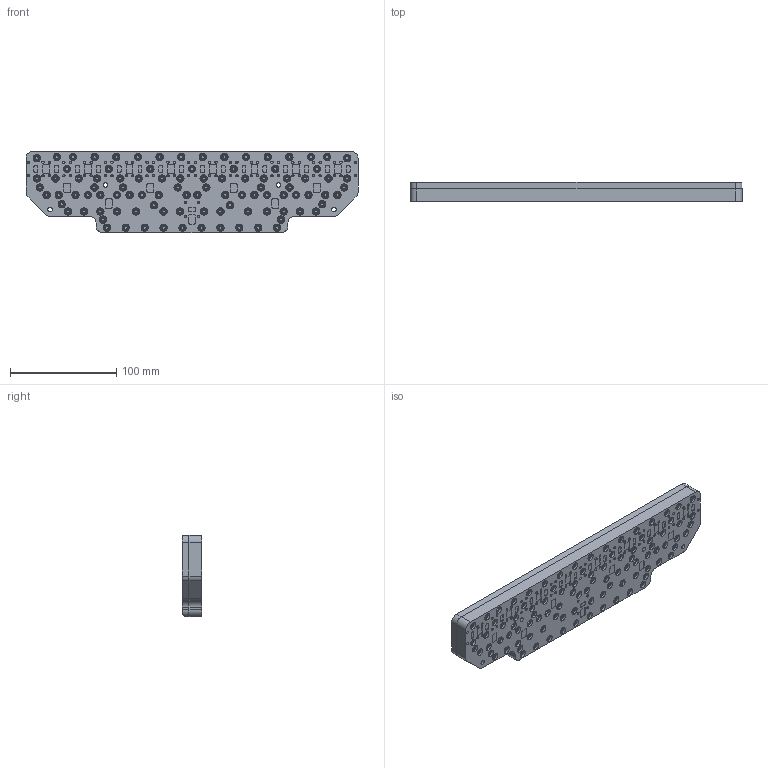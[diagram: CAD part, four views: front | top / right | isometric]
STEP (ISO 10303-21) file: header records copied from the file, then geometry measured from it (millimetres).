
FILE_DESCRIPTION (( 'STEP AP203' ), '1' );
FILE_NAME ('DMWK-28-101-HTL1 DF.STEP', '2019-06-13T23:19:27', ( '' ), ( '' ), 'SwSTEP 2.0', 'SolidWorks 2016', '' );
FILE_SCHEMA (( 'CONFIG_CONTROL_DESIGN' ));
Length unit declared in the file: inch
Products named in the file (1): DMWK-28-101-HTL1 DF
Bounding box: 311.91 x 18.41 x 76.2 mm (x, y, z)
Volume: 377347.9 mm3; surface area: 122024.7 mm2
Topology: 2 solids, 2 shells, 3240 faces, 6760 edges, 3876 vertices
Faces by surface type: cone 1203, plane 1155, cylinder 882
Entity records: 87169 total; most frequent: CARTESIAN_POINT 18306, DIRECTION 15256, ORIENTED_EDGE 13248, EDGE_CURVE 6624, AXIS2_PLACEMENT_3D 6072, VERTEX_POINT 3876, EDGE_LOOP 3744, ADVANCED_FACE 3240
